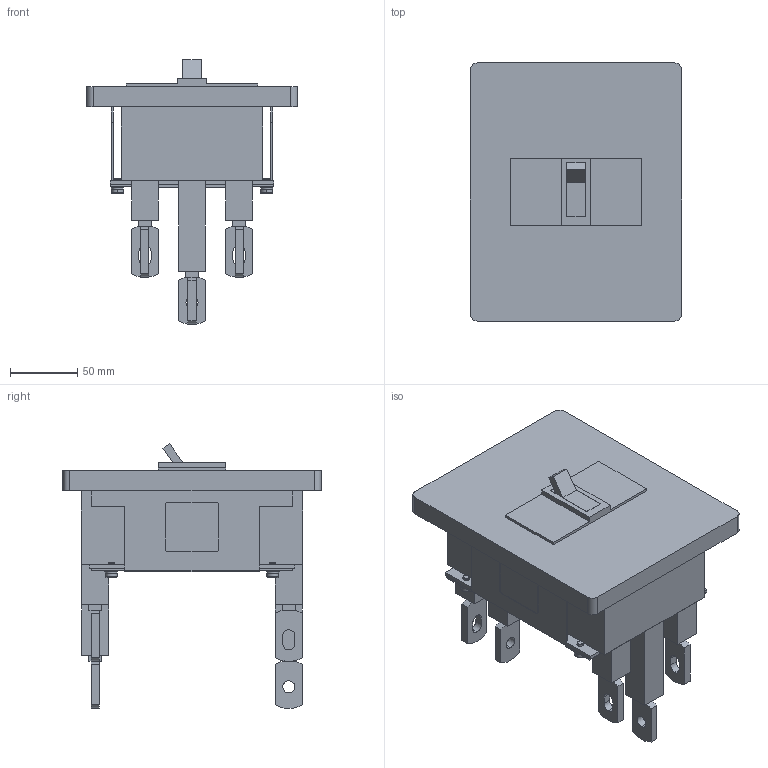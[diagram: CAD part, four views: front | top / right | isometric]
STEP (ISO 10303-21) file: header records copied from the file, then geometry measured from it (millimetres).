
FILE_DESCRIPTION(('CoCreate Modeling STEP Export'),'2;1');
FILE_NAME('Ｓ２５０ＳＦ３Ｐ.stp','2014-03-31T 8:04:42',(''),(''),'CoCreate Modeling STEP processor for AP214 (Solid Model)','CoCreate Modeling 17.0 01-Apr-2010 (C) Parametric Technology GmbH','');
FILE_SCHEMA(('AUTOMOTIVE_DESIGN { 1 0 10303 214 1 1 1 1 }'));
Length unit declared in the file: millimetre
Products named in the file (6): P5; P4; P1; P3; P2.2; Ｓ２５０ＳＦ３Ｐ
Assembly tree (11 placements, depth 2):
  Ｓ２５０ＳＦ３Ｐ
    P2.2  x4
    P5  x4
    P3
    P1
    P4
Bounding box: 157 x 192 x 197.06 mm (x, y, z)
Volume: 1639832.4 mm3; surface area: 232869.4 mm2
Topology: 11 solids, 11 shells, 435 faces, 1074 edges, 688 vertices
Faces by surface type: plane 283, cylinder 120, torus 24, cone 8
Entity records: 11690 total; most frequent: ORIENTED_EDGE 1884, CARTESIAN_POINT 1771, DIRECTION 1602, EDGE_CURVE 942, VECTOR 720, LINE 720, VERTEX_POINT 610, AXIS2_PLACEMENT_3D 441
